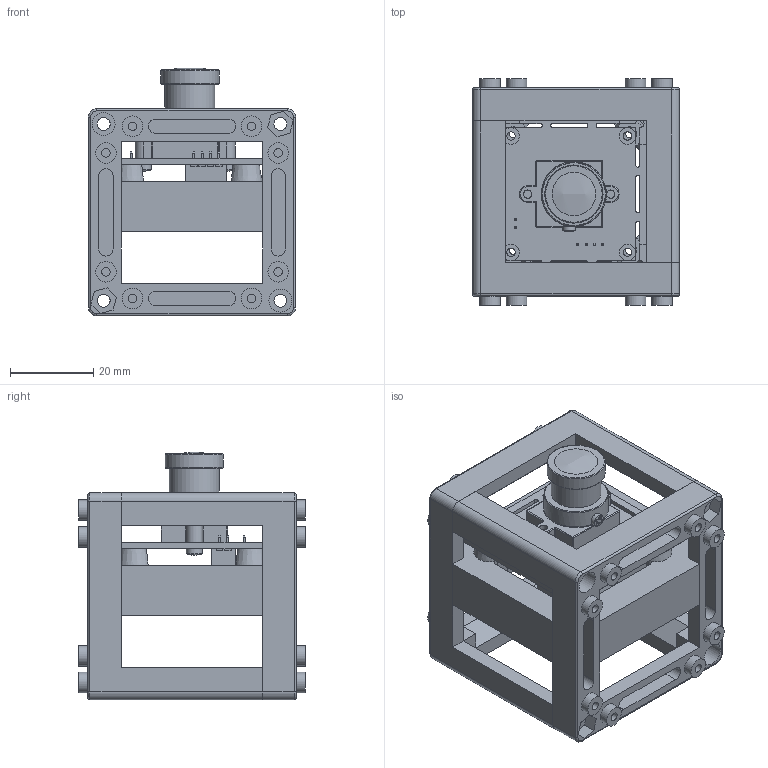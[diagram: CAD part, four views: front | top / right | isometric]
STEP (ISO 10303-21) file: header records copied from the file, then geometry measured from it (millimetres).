
FILE_DESCRIPTION(/* description */ (''),/* implementation_level */ '2;1');
FILE_NAME(/* name */ 'Assembly_Cube_Arducam_USB_v3.iam.step',/* time_stamp */ '2022-11-29T09:00:18+01:00',/* author */ ('Prakash Lab'),/* organization */ (''),/* preprocessor_version */ 'ST-DEVELOPER v18.1',/* originating_system */ 'Autodesk Inventor 2022',/* authorisation */ '');
FILE_SCHEMA (('AUTOMOTIVE_DESIGN { 1 0 10303 214 3 1 1 }','INTEGRATED_CNC_SCHEMA'));
Length unit declared in the file: millimetre
Products named in the file (5): Assembly_Cube_Arducam_USB_v3; 00_Arducam_USB; 20_Cube_Insert_Arducam_USB_insert_v3; Assembly_Cube_empty_IM_v3; 10_Cube_1x1_IM
Assembly tree (5 placements, depth 3):
  Assembly_Cube_Arducam_USB_v3
    00_Arducam_USB
    20_Cube_Insert_Arducam_USB_insert_v3
    Assembly_Cube_empty_IM_v3
      10_Cube_1x1_IM  x2
Bounding box: 49.82 x 54.5 x 59.6 mm (x, y, z)
Volume: 44164 mm3; surface area: 31305.2 mm2
Topology: 9 solids, 55 shells, 1009 faces, 2516 edges, 1645 vertices
Faces by surface type: plane 740, cylinder 187, bspline 42, torus 19, cone 13, sphere 8
Full cylindrical faces by diameter (mm): 1.8 x1, 2 x12, 2.05 x16, 3.04 x1, 3.1 x8, 3.8 x2, 4.95 x16, 5.5 x4, 12 x1, 14 x1, 15.5 x1
Entity records: 27054 total; most frequent: CARTESIAN_POINT 5674, ORIENTED_EDGE 4134, DIRECTION 4048, EDGE_CURVE 2146, LINE 1646, VECTOR 1646, VERTEX_POINT 1401, AXIS2_PLACEMENT_3D 1201
